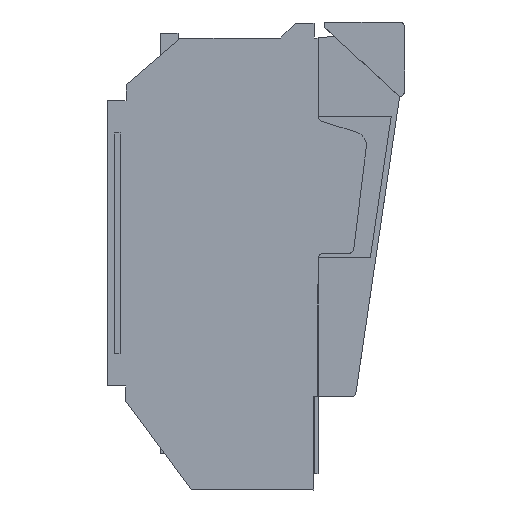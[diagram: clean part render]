
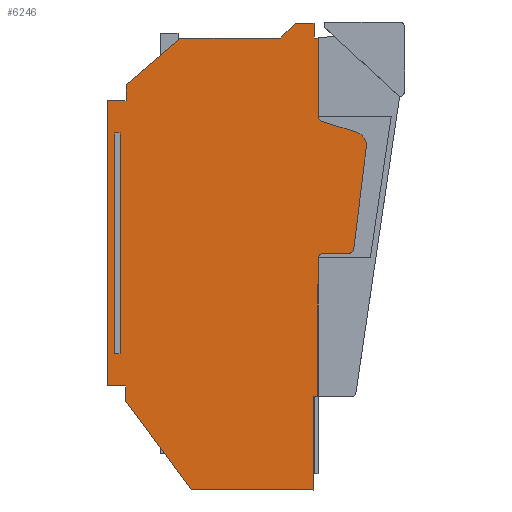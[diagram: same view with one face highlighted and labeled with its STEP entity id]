
A CAD part, front view. The second image highlights one B-rep face of the part: STEP entity #6246.
In plain terms, the highlighted planar face has unit normal (0, -1, 0).
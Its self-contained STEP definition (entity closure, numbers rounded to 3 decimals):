
#326=DIRECTION('',(0.,0.,1.));
#327=VECTOR('',#326,103.5);
#328=CARTESIAN_POINT('',(158.,-162.,-115.));
#329=LINE('',#328,#327);
#403=DIRECTION('',(0.,0.,-1.));
#404=VECTOR('',#403,70.);
#405=CARTESIAN_POINT('',(155.,-162.,-115.));
#406=LINE('',#405,#404);
#410=DIRECTION('',(-0.596,0.,0.803));
#411=VECTOR('',#410,82.201);
#412=CARTESIAN_POINT('',(63.,-162.,-185.));
#413=LINE('',#412,#411);
#417=DIRECTION('',(0.761,0.,0.649));
#418=VECTOR('',#417,53.907);
#419=CARTESIAN_POINT('',(14.,-162.,119.));
#420=LINE('',#419,#418);
#424=DIRECTION('',(0.707,0.,0.707));
#425=VECTOR('',#424,15.556);
#426=CARTESIAN_POINT('',(130.,-162.,154.));
#427=LINE('',#426,#425);
#431=CARTESIAN_POINT('',(162.,-162.,95.5));
#432=DIRECTION('',(0.,-1.,0.));
#433=DIRECTION('',(-1.,0.,0.));
#434=AXIS2_PLACEMENT_3D('',#431,#432,#433);
#439=DIRECTION('',(0.951,0.,-0.309));
#440=VECTOR('',#439,27.996);
#441=CARTESIAN_POINT('',(160.764,-162.,91.696));
#442=LINE('',#441,#440);
#446=CARTESIAN_POINT('',(184.3,-162.,73.534));
#447=DIRECTION('',(0.,1.,0.));
#448=DIRECTION('',(0.309,0.,0.951));
#449=AXIS2_PLACEMENT_3D('',#446,#447,#448);
#454=DIRECTION('',(-0.122,0.,-0.993));
#455=VECTOR('',#454,76.876);
#456=CARTESIAN_POINT('',(194.225,-162.,72.315));
#457=LINE('',#456,#455);
#461=CARTESIAN_POINT('',(180.886,-162.,-3.5));
#462=DIRECTION('',(0.,1.,0.));
#463=DIRECTION('',(0.993,0.,-0.122));
#464=AXIS2_PLACEMENT_3D('',#461,#462,#463);
#469=CARTESIAN_POINT('',(162.,-162.,-11.5));
#470=DIRECTION('',(0.,-1.,0.));
#471=DIRECTION('',(0.,0.,1.));
#472=AXIS2_PLACEMENT_3D('',#469,#470,#471);
#477=DIRECTION('',(-1.,0.,0.));
#478=VECTOR('',#477,4.);
#479=CARTESIAN_POINT('',(9.5,-162.,82.75));
#480=LINE('',#479,#478);
#484=DIRECTION('',(1.,0.,0.));
#485=VECTOR('',#484,4.);
#486=CARTESIAN_POINT('',(5.5,-162.,-82.75));
#487=LINE('',#486,#485);
#591=DIRECTION('',(1.,0.,0.));
#592=VECTOR('',#591,3.);
#593=CARTESIAN_POINT('',(155.,-162.,-115.));
#594=LINE('',#593,#592);
#884=DIRECTION('',(1.,0.,0.));
#885=VECTOR('',#884,14.);
#886=CARTESIAN_POINT('',(0.,-162.,-107.));
#887=LINE('',#886,#885);
#1362=DIRECTION('',(0.,0.,-1.));
#1363=VECTOR('',#1362,214.);
#1364=CARTESIAN_POINT('',(0.,-162.,107.));
#1365=LINE('',#1364,#1363);
#1714=DIRECTION('',(-1.,0.,0.));
#1715=VECTOR('',#1714,14.);
#1716=CARTESIAN_POINT('',(14.,-162.,107.));
#1717=LINE('',#1716,#1715);
#1735=DIRECTION('',(0.,0.,1.));
#1736=VECTOR('',#1735,58.5);
#1737=CARTESIAN_POINT('',(158.,-162.,95.5));
#1738=LINE('',#1737,#1736);
#1892=DIRECTION('',(1.,0.,0.));
#1893=VECTOR('',#1892,18.886);
#1894=CARTESIAN_POINT('',(162.,-162.,-7.5));
#1895=LINE('',#1894,#1893);
#2060=DIRECTION('',(-1.,0.,0.));
#2061=VECTOR('',#2060,3.);
#2062=CARTESIAN_POINT('',(158.,-162.,154.));
#2063=LINE('',#2062,#2061);
#2088=DIRECTION('',(0.,0.,1.));
#2089=VECTOR('',#2088,11.);
#2090=CARTESIAN_POINT('',(155.,-162.,154.));
#2091=LINE('',#2090,#2089);
#2153=DIRECTION('',(-1.,0.,0.));
#2154=VECTOR('',#2153,14.);
#2155=CARTESIAN_POINT('',(155.,-162.,165.));
#2156=LINE('',#2155,#2154);
#2167=DIRECTION('',(-1.,0.,0.));
#2168=VECTOR('',#2167,75.);
#2169=CARTESIAN_POINT('',(130.,-162.,154.));
#2170=LINE('',#2169,#2168);
#2230=DIRECTION('',(0.,0.,-1.));
#2231=VECTOR('',#2230,12.);
#2232=CARTESIAN_POINT('',(14.,-162.,119.));
#2233=LINE('',#2232,#2231);
#3766=DIRECTION('',(0.,0.,-1.));
#3767=VECTOR('',#3766,12.);
#3768=CARTESIAN_POINT('',(14.,-162.,-107.));
#3769=LINE('',#3768,#3767);
#3794=DIRECTION('',(1.,0.,0.));
#3795=VECTOR('',#3794,92.);
#3796=CARTESIAN_POINT('',(63.,-162.,-185.));
#3797=LINE('',#3796,#3795);
#3938=DIRECTION('',(0.,0.,1.));
#3939=VECTOR('',#3938,165.5);
#3940=CARTESIAN_POINT('',(5.5,-162.,-82.75));
#3941=LINE('',#3940,#3939);
#3980=DIRECTION('',(0.,0.,-1.));
#3981=VECTOR('',#3980,165.5);
#3982=CARTESIAN_POINT('',(9.5,-162.,82.75));
#3983=LINE('',#3982,#3981);
#5152=CARTESIAN_POINT('',(158.,-162.,-11.5));
#5154=VERTEX_POINT('',#5152);
#5177=CARTESIAN_POINT('',(158.,-162.,-115.));
#5178=VERTEX_POINT('',#5177);
#5179=CARTESIAN_POINT('',(162.,-162.,-7.5));
#5180=VERTEX_POINT('',#5179);
#5186=CARTESIAN_POINT('',(155.,-162.,-115.));
#5187=CARTESIAN_POINT('',(155.,-162.,-185.));
#5188=VERTEX_POINT('',#5186);
#5189=VERTEX_POINT('',#5187);
#5190=CARTESIAN_POINT('',(63.,-162.,-185.));
#5191=VERTEX_POINT('',#5190);
#5192=CARTESIAN_POINT('',(14.,-162.,-119.));
#5193=VERTEX_POINT('',#5192);
#5194=CARTESIAN_POINT('',(14.,-162.,-107.));
#5195=VERTEX_POINT('',#5194);
#5196=CARTESIAN_POINT('',(0.,-162.,-107.));
#5197=VERTEX_POINT('',#5196);
#5198=CARTESIAN_POINT('',(0.,-162.,107.));
#5199=VERTEX_POINT('',#5198);
#5200=CARTESIAN_POINT('',(14.,-162.,107.));
#5201=VERTEX_POINT('',#5200);
#5202=CARTESIAN_POINT('',(14.,-162.,119.));
#5203=VERTEX_POINT('',#5202);
#5204=CARTESIAN_POINT('',(55.,-162.,154.));
#5205=VERTEX_POINT('',#5204);
#5206=CARTESIAN_POINT('',(130.,-162.,154.));
#5207=VERTEX_POINT('',#5206);
#5208=CARTESIAN_POINT('',(141.,-162.,165.));
#5209=VERTEX_POINT('',#5208);
#5210=CARTESIAN_POINT('',(155.,-162.,165.));
#5211=VERTEX_POINT('',#5210);
#5212=CARTESIAN_POINT('',(155.,-162.,154.));
#5213=VERTEX_POINT('',#5212);
#5214=CARTESIAN_POINT('',(158.,-162.,154.));
#5215=VERTEX_POINT('',#5214);
#5216=CARTESIAN_POINT('',(158.,-162.,95.5));
#5217=VERTEX_POINT('',#5216);
#5218=CARTESIAN_POINT('',(160.764,-162.,91.696));
#5219=VERTEX_POINT('',#5218);
#5220=CARTESIAN_POINT('',(187.39,-162.,83.044));
#5221=VERTEX_POINT('',#5220);
#5222=CARTESIAN_POINT('',(194.225,-162.,72.315));
#5223=VERTEX_POINT('',#5222);
#5224=CARTESIAN_POINT('',(184.857,-162.,-3.987));
#5225=VERTEX_POINT('',#5224);
#5226=CARTESIAN_POINT('',(180.886,-162.,-7.5));
#5227=VERTEX_POINT('',#5226);
#5228=CARTESIAN_POINT('',(9.5,-162.,82.75));
#5229=CARTESIAN_POINT('',(5.5,-162.,82.75));
#5230=VERTEX_POINT('',#5228);
#5231=VERTEX_POINT('',#5229);
#5232=CARTESIAN_POINT('',(5.5,-162.,-82.75));
#5233=VERTEX_POINT('',#5232);
#5234=CARTESIAN_POINT('',(9.5,-162.,-82.75));
#5235=VERTEX_POINT('',#5234);
#6183=CARTESIAN_POINT('',(0.,-162.,0.));
#6184=DIRECTION('',(0.,-1.,0.));
#6185=DIRECTION('',(0.,0.,-1.));
#6186=AXIS2_PLACEMENT_3D('',#6183,#6184,#6185);
#6187=PLANE('',#6186);
#6189=ORIENTED_EDGE('',*,*,#6188,.T.);
#6191=ORIENTED_EDGE('',*,*,#6190,.F.);
#6193=ORIENTED_EDGE('',*,*,#6192,.T.);
#6195=ORIENTED_EDGE('',*,*,#6194,.F.);
#6197=ORIENTED_EDGE('',*,*,#6196,.F.);
#6199=ORIENTED_EDGE('',*,*,#6198,.F.);
#6201=ORIENTED_EDGE('',*,*,#6200,.F.);
#6203=ORIENTED_EDGE('',*,*,#6202,.F.);
#6205=ORIENTED_EDGE('',*,*,#6204,.T.);
#6207=ORIENTED_EDGE('',*,*,#6206,.F.);
#6209=ORIENTED_EDGE('',*,*,#6208,.T.);
#6211=ORIENTED_EDGE('',*,*,#6210,.F.);
#6213=ORIENTED_EDGE('',*,*,#6212,.F.);
#6215=ORIENTED_EDGE('',*,*,#6214,.F.);
#6217=ORIENTED_EDGE('',*,*,#6216,.F.);
#6219=ORIENTED_EDGE('',*,*,#6218,.T.);
#6221=ORIENTED_EDGE('',*,*,#6220,.T.);
#6223=ORIENTED_EDGE('',*,*,#6222,.T.);
#6225=ORIENTED_EDGE('',*,*,#6224,.T.);
#6227=ORIENTED_EDGE('',*,*,#6226,.T.);
#6229=ORIENTED_EDGE('',*,*,#6228,.F.);
#6230=ORIENTED_EDGE('',*,*,#6151,.T.);
#6231=ORIENTED_EDGE('',*,*,#6133,.F.);
#6233=ORIENTED_EDGE('',*,*,#6232,.F.);
#6234=EDGE_LOOP('',(#6189,#6191,#6193,#6195,#6197,#6199,#6201,#6203,#6205,#6207,
#6209,#6211,#6213,#6215,#6217,#6219,#6221,#6223,#6225,#6227,#6229,#6230,#6231,
#6233));
#6235=FACE_OUTER_BOUND('',#6234,.F.);
#6237=ORIENTED_EDGE('',*,*,#6236,.T.);
#6239=ORIENTED_EDGE('',*,*,#6238,.F.);
#6241=ORIENTED_EDGE('',*,*,#6240,.T.);
#6243=ORIENTED_EDGE('',*,*,#6242,.F.);
#6244=EDGE_LOOP('',(#6237,#6239,#6241,#6243));
#6245=FACE_BOUND('',#6244,.F.);
#435=CIRCLE('',#434,4.);
#450=CIRCLE('',#449,10.);
#465=CIRCLE('',#464,4.);
#473=CIRCLE('',#472,4.);
#6133=EDGE_CURVE('',#5178,#5154,#329,.T.);
#6151=EDGE_CURVE('',#5180,#5154,#473,.T.);
#6188=EDGE_CURVE('',#5188,#5189,#406,.T.);
#6190=EDGE_CURVE('',#5191,#5189,#3797,.T.);
#6192=EDGE_CURVE('',#5191,#5193,#413,.T.);
#6194=EDGE_CURVE('',#5195,#5193,#3769,.T.);
#6196=EDGE_CURVE('',#5197,#5195,#887,.T.);
#6198=EDGE_CURVE('',#5199,#5197,#1365,.T.);
#6200=EDGE_CURVE('',#5201,#5199,#1717,.T.);
#6202=EDGE_CURVE('',#5203,#5201,#2233,.T.);
#6204=EDGE_CURVE('',#5203,#5205,#420,.T.);
#6206=EDGE_CURVE('',#5207,#5205,#2170,.T.);
#6208=EDGE_CURVE('',#5207,#5209,#427,.T.);
#6210=EDGE_CURVE('',#5211,#5209,#2156,.T.);
#6212=EDGE_CURVE('',#5213,#5211,#2091,.T.);
#6214=EDGE_CURVE('',#5215,#5213,#2063,.T.);
#6216=EDGE_CURVE('',#5217,#5215,#1738,.T.);
#6218=EDGE_CURVE('',#5217,#5219,#435,.T.);
#6220=EDGE_CURVE('',#5219,#5221,#442,.T.);
#6222=EDGE_CURVE('',#5221,#5223,#450,.T.);
#6224=EDGE_CURVE('',#5223,#5225,#457,.T.);
#6226=EDGE_CURVE('',#5225,#5227,#465,.T.);
#6228=EDGE_CURVE('',#5180,#5227,#1895,.T.);
#6232=EDGE_CURVE('',#5188,#5178,#594,.T.);
#6236=EDGE_CURVE('',#5230,#5231,#480,.T.);
#6238=EDGE_CURVE('',#5233,#5231,#3941,.T.);
#6240=EDGE_CURVE('',#5233,#5235,#487,.T.);
#6242=EDGE_CURVE('',#5230,#5235,#3983,.T.);
#6246=ADVANCED_FACE('',(#6235,#6245),#6187,.T.);
